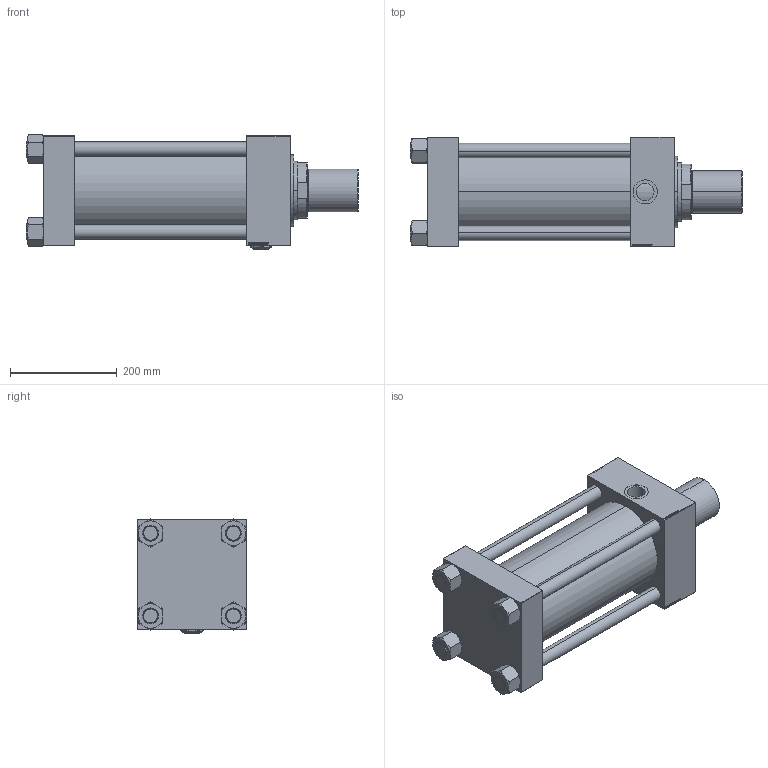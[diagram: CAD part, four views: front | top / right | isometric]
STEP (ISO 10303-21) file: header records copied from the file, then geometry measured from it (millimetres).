
FILE_DESCRIPTION (( 'STEP AP203' ), '1' );
FILE_NAME ('74da.STEP', '2024-01-05T09:07:33', ( '' ), ( '' ), 'SwSTEP 2.0', 'SolidWorks 2019', '' );
FILE_SCHEMA (( 'CONFIG_CONTROL_DESIGN' ));
Length unit declared in the file: millimetre
Products named in the file (8): 74da; Zatka_pro_OIL_PORT dbea1ac7b73177c736f33ff5e52ffd73; ROD_END_AH dbea1ac7b73177c736f33ff5e52ffd73; V215CR_C_Body dbea1ac7b73177c736f33ff5e52ffd73; NUT_M5_C dbea1ac7b73177c736f33ff5e52ffd73; V215CR_VCP_C dbea1ac7b73177c736f33ff5e52ffd73; V215_VC_A dbea1ac7b73177c736f33ff5e52ffd73; V215CR_C_TYCINKA dbea1ac7b73177c736f33ff5e52ffd73
Assembly tree (13 placements, depth 2):
  74da
    V215CR_C_Body dbea1ac7b73177c736f33ff5e52ffd73
    V215CR_VCP_C dbea1ac7b73177c736f33ff5e52ffd73
    NUT_M5_C dbea1ac7b73177c736f33ff5e52ffd73  x4
    V215CR_C_TYCINKA dbea1ac7b73177c736f33ff5e52ffd73  x4
    V215_VC_A dbea1ac7b73177c736f33ff5e52ffd73
    ROD_END_AH dbea1ac7b73177c736f33ff5e52ffd73
    Zatka_pro_OIL_PORT dbea1ac7b73177c736f33ff5e52ffd73
Bounding box: 621 x 205 x 213.57 mm (x, y, z)
Volume: 11163090.1 mm3; surface area: 1153682.3 mm2
Topology: 13 solids, 13 shells, 1258 faces, 3168 edges, 2057 vertices
Faces by surface type: plane 601, bspline 392, cone 160, cylinder 95, torus 10
Entity records: 52980 total; most frequent: CARTESIAN_POINT 27956, ORIENTED_EDGE 5600, DIRECTION 3656, EDGE_CURVE 2800, VERTEX_POINT 1835, LINE 1650, VECTOR 1650, EDGE_LOOP 1237
